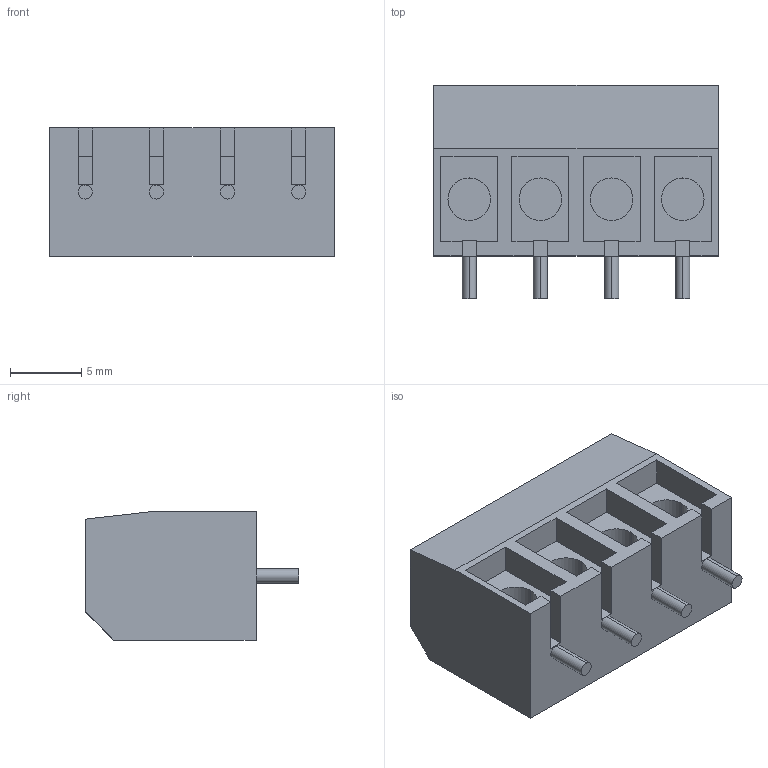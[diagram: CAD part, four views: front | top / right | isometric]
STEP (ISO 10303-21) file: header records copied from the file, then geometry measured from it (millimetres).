
FILE_DESCRIPTION (( 'STEP AP214' ), '1' );
FILE_NAME ('User Library-bornera de 4 terminales.STEP', '2020-09-12T23:50:23', ( '' ), ( '' ), 'SwSTEP 2.0', 'SolidWorks 2020', '' );
FILE_SCHEMA (( 'AUTOMOTIVE_DESIGN' ));
Length unit declared in the file: millimetre
Products named in the file (1): User Library-bornera de 4 terminales
Bounding box: 20 x 15 x 9 mm (x, y, z)
Volume: 1768.2 mm3; surface area: 1516 mm2
Topology: 1 solids, 1 shells, 145 faces, 364 edges, 232 vertices
Faces by surface type: plane 113, cylinder 32
Entity records: 5011 total; most frequent: CARTESIAN_POINT 762, DIRECTION 724, ORIENTED_EDGE 720, EDGE_CURVE 360, VECTOR 272, LINE 272, VERTEX_POINT 232, AXIS2_PLACEMENT_3D 226
